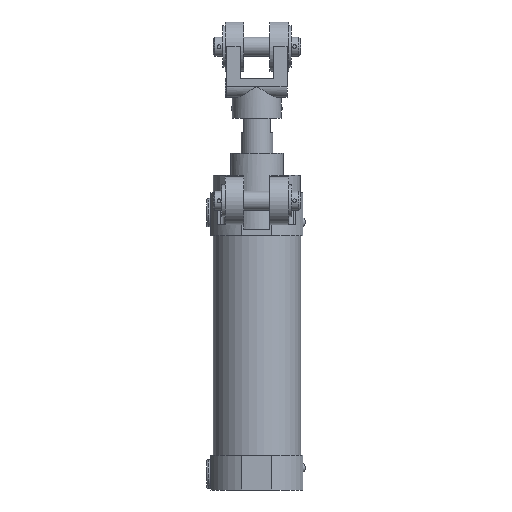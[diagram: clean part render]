
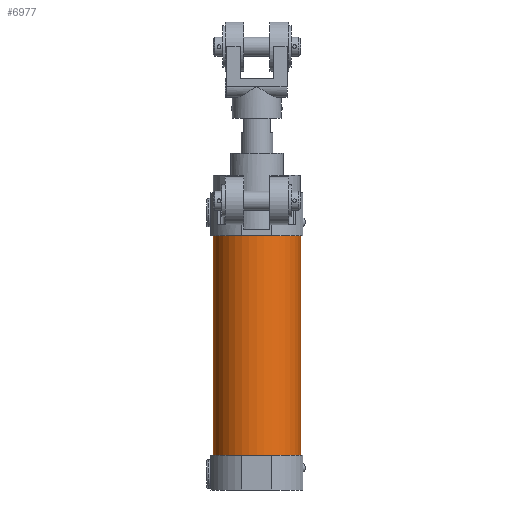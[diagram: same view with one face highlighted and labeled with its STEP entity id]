
A CAD part, front view. The second image highlights one B-rep face of the part: STEP entity #6977.
In plain terms, the highlighted cylindrical face has radius 27.5 mm (diameter 55 mm), a full revolution.
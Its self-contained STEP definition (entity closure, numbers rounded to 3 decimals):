
#1687=ORIENTED_EDGE('',*,*,#3632,.F.);
#1688=ORIENTED_EDGE('',*,*,#3627,.T.);
#3627=EDGE_CURVE('',#4588,#4588,#5191,.T.);
#3632=EDGE_CURVE('',#4589,#4589,#5192,.T.);
#4588=VERTEX_POINT('',#11107);
#4589=VERTEX_POINT('',#11114);
#5191=CIRCLE('',#7573,27.5);
#5192=CIRCLE('',#7575,27.5);
#5506=EDGE_LOOP('',(#1687));
#5507=EDGE_LOOP('',(#1688));
#6179=FACE_BOUND('',#5506,.T.);
#6180=FACE_BOUND('',#5507,.T.);
#6811=CYLINDRICAL_SURFACE('',#7574,27.5);
#6977=ADVANCED_FACE('',(#6179,#6180),#6811,.T.);
#7573=AXIS2_PLACEMENT_3D('',#11106,#8667,#8668);
#7574=AXIS2_PLACEMENT_3D('',#11112,#8673,#8674);
#7575=AXIS2_PLACEMENT_3D('',#11113,#8675,#8676);
#8667=DIRECTION('',(0.,0.,-1.));
#8668=DIRECTION('',(-1.,0.,0.));
#8673=DIRECTION('',(0.,0.,-1.));
#8674=DIRECTION('',(-1.,0.,0.));
#8675=DIRECTION('',(0.,0.,-1.));
#8676=DIRECTION('',(-1.,0.,0.));
#11106=CARTESIAN_POINT('',(0.,0.,190.));
#11107=CARTESIAN_POINT('',(-27.5,0.,190.));
#11112=CARTESIAN_POINT('',(0.,0.,0.));
#11113=CARTESIAN_POINT('',(0.,0.,52.));
#11114=CARTESIAN_POINT('',(-27.5,0.,52.));
